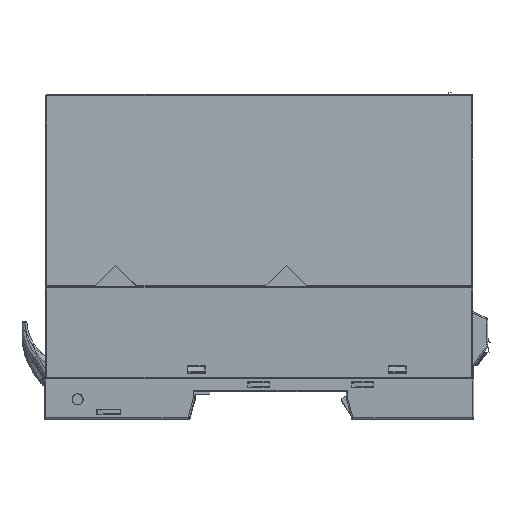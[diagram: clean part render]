
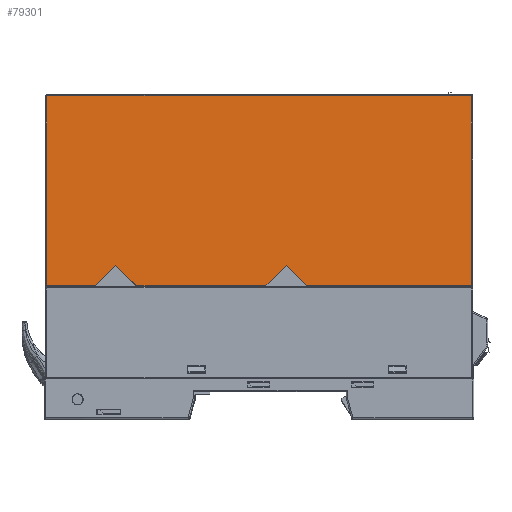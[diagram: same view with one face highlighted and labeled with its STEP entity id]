
A CAD part, top view. The second image highlights one B-rep face of the part: STEP entity #79301.
In plain terms, the highlighted planar face has unit normal (0, 0.026, 1).
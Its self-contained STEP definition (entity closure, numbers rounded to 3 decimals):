
#62927=DIRECTION('',(0.,-1.,0.026));
#62928=VECTOR('',#62927,44.431);
#62929=CARTESIAN_POINT('',(-46.7,62.685,
7.308));
#62930=LINE('',#62929,#62928);
#69157=DIRECTION('',(0.,1.,-0.026));
#69158=VECTOR('',#69157,44.431);
#69159=CARTESIAN_POINT('',(52.7,18.269,8.471));
#69160=LINE('',#69159,#69158);
#69185=DIRECTION('',(-1.,0.,0.));
#69186=VECTOR('',#69185,99.4);
#69187=CARTESIAN_POINT('',(52.7,18.269,8.471));
#69188=LINE('',#69187,#69186);
#69189=DIRECTION('',(1.,0.,0.));
#69190=VECTOR('',#69189,99.4);
#69191=CARTESIAN_POINT('',(-46.7,62.685,
7.308));
#69192=LINE('',#69191,#69190);
#70392=CARTESIAN_POINT('',(-46.7,18.269,
8.471));
#70393=CARTESIAN_POINT('',(52.7,18.269,8.471));
#70394=VERTEX_POINT('',#70392);
#70395=VERTEX_POINT('',#70393);
#70398=CARTESIAN_POINT('',(-46.7,62.685,7.308));
#70399=VERTEX_POINT('',#70398);
#72175=CARTESIAN_POINT('',(52.7,62.685,7.308));
#72176=VERTEX_POINT('',#72175);
#79288=CARTESIAN_POINT('',(-48.656,62.977,7.3));
#79289=DIRECTION('',(0.,0.026,1.));
#79290=DIRECTION('',(1.,0.,0.));
#79291=AXIS2_PLACEMENT_3D('',#79288,#79289,#79290);
#79292=PLANE('',#79291);
#79293=ORIENTED_EDGE('',*,*,#79276,.F.);
#79295=ORIENTED_EDGE('',*,*,#79294,.T.);
#79296=ORIENTED_EDGE('',*,*,#73288,.F.);
#79298=ORIENTED_EDGE('',*,*,#79297,.T.);
#79299=EDGE_LOOP('',(#79293,#79295,#79296,#79298));
#79300=FACE_OUTER_BOUND('',#79299,.F.);
#79301=ADVANCED_FACE('',(#79300),#79292,.T.);
#73288=EDGE_CURVE('',#70399,#70394,#62930,.T.);
#79276=EDGE_CURVE('',#70395,#72176,#69160,.T.);
#79294=EDGE_CURVE('',#70395,#70394,#69188,.T.);
#79297=EDGE_CURVE('',#70399,#72176,#69192,.T.);
